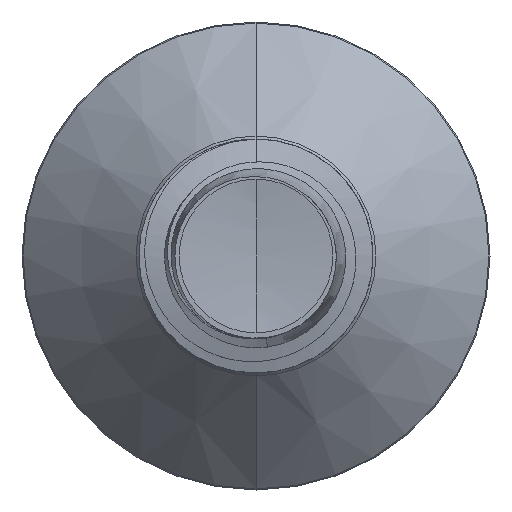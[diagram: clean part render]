
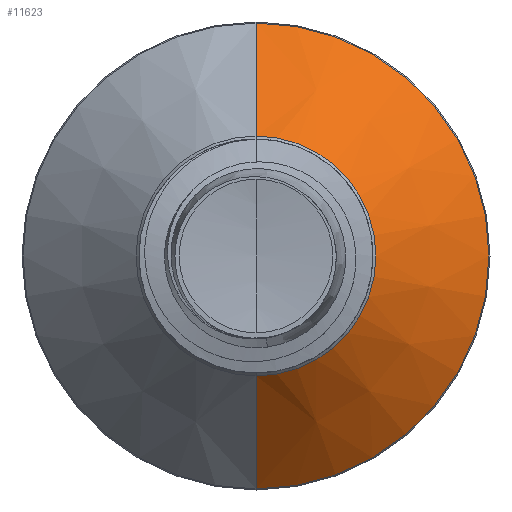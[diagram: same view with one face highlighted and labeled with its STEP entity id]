
A CAD part, front view. The second image highlights one B-rep face of the part: STEP entity #11623.
In plain terms, the highlighted conical face has half-angle 45 degrees and reference radius 2.563 mm.
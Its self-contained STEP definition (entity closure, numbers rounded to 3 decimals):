
#226 = CARTESIAN_POINT ( 'NONE',  ( 0., 5.313, -2.563 ) ) ;
#247 = DIRECTION ( 'NONE',  ( 0., 0.707, -0.707 ) ) ;
#295 = VERTEX_POINT ( 'NONE', #9942 ) ;
#881 = CIRCLE ( 'NONE', #11647, 2.563 ) ;
#2643 = ORIENTED_EDGE ( 'NONE', *, *, #11710, .F. ) ;
#2772 = VECTOR ( 'NONE', #16053, 1000. ) ;
#3150 = DIRECTION ( 'NONE',  ( 0., 0., 1. ) ) ;
#3167 = DIRECTION ( 'NONE',  ( 0., 1., 0. ) ) ;
#3187 = CARTESIAN_POINT ( 'NONE',  ( 0., 5.313, 0. ) ) ;
#3982 = EDGE_CURVE ( 'NONE', #5666, #295, #6259, .T. ) ;
#4483 = VECTOR ( 'NONE', #247, 1000. ) ;
#4594 = DIRECTION ( 'NONE',  ( 0., 0., 1. ) ) ;
#4618 = DIRECTION ( 'NONE',  ( 0., 1., 0. ) ) ;
#4636 = CARTESIAN_POINT ( 'NONE',  ( 0., 7.728, 0. ) ) ;
#5162 = VERTEX_POINT ( 'NONE', #9591 ) ;
#5643 = DIRECTION ( 'NONE',  ( 0., 1., 0. ) ) ;
#5666 = VERTEX_POINT ( 'NONE', #6461 ) ;
#6259 = CIRCLE ( 'NONE', #15849, 4.978 ) ;
#6461 = CARTESIAN_POINT ( 'NONE',  ( 0., 7.728, 4.978 ) ) ;
#6899 = CONICAL_SURFACE ( 'NONE', #9160, 2.563, 0.785 ) ;
#7254 = CARTESIAN_POINT ( 'NONE',  ( 0., 5.313, 2.563 ) ) ;
#7975 = CARTESIAN_POINT ( 'NONE',  ( 0., 5.313, 2.563 ) ) ;
#8235 = EDGE_CURVE ( 'NONE', #5162, #295, #12158, .T. ) ;
#9160 = AXIS2_PLACEMENT_3D ( 'NONE', #10082, #5643, #17138 ) ;
#9169 = VERTEX_POINT ( 'NONE', #7975 ) ;
#9591 = CARTESIAN_POINT ( 'NONE',  ( 0., 5.313, -2.563 ) ) ;
#9785 = ORIENTED_EDGE ( 'NONE', *, *, #8235, .T. ) ;
#9942 = CARTESIAN_POINT ( 'NONE',  ( 0., 7.728, -4.978 ) ) ;
#10082 = CARTESIAN_POINT ( 'NONE',  ( 0., 5.313, 0. ) ) ;
#10172 = EDGE_CURVE ( 'NONE', #9169, #5162, #881, .T. ) ;
#11623 = ADVANCED_FACE ( 'NONE', ( #14201 ), #6899, .T. ) ;
#11647 = AXIS2_PLACEMENT_3D ( 'NONE', #3187, #3167, #3150 ) ;
#11710 = EDGE_CURVE ( 'NONE', #9169, #5666, #17293, .T. ) ;
#12158 = LINE ( 'NONE', #226, #4483 ) ;
#12720 = ORIENTED_EDGE ( 'NONE', *, *, #10172, .T. ) ;
#13394 = EDGE_LOOP ( 'NONE', ( #12720, #9785, #16092, #2643 ) ) ;
#14201 = FACE_OUTER_BOUND ( 'NONE', #13394, .T. ) ;
#15849 = AXIS2_PLACEMENT_3D ( 'NONE', #4636, #4618, #4594 ) ;
#16053 = DIRECTION ( 'NONE',  ( 0., 0.707, 0.707 ) ) ;
#16092 = ORIENTED_EDGE ( 'NONE', *, *, #3982, .F. ) ;
#17138 = DIRECTION ( 'NONE',  ( 0., 0., 1. ) ) ;
#17293 = LINE ( 'NONE', #7254, #2772 ) ;
